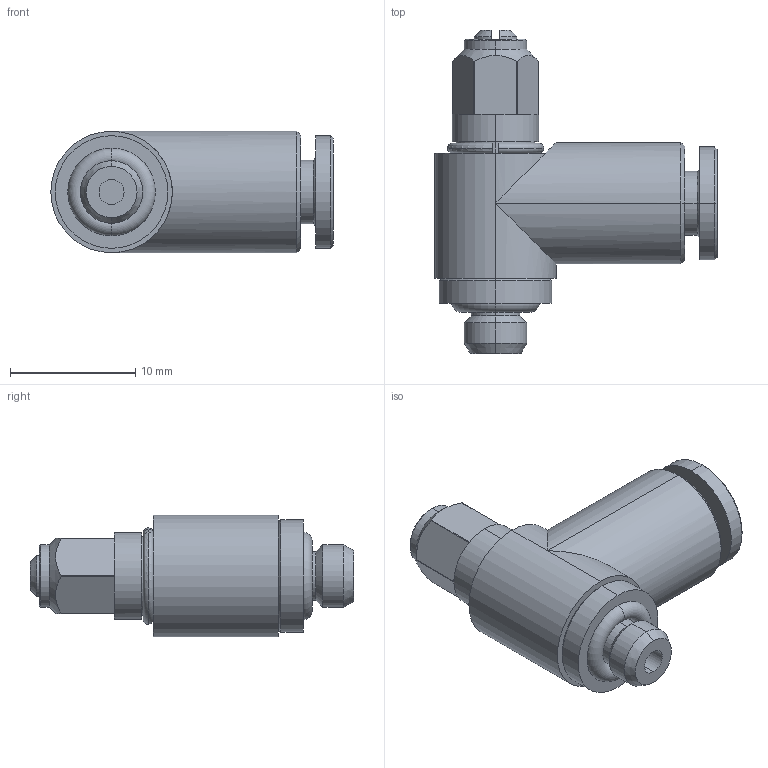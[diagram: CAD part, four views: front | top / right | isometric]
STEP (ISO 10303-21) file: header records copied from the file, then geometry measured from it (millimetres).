
FILE_DESCRIPTION (( 'STEP AP203' ), '1' );
FILE_NAME ('04280V10.STEP', '2010-05-04T12:41:20', ( 'sopra-pneumatic' ), ( '' ), 'SwSTEP 2.0', 'SolidWorks 2009', '' );
FILE_SCHEMA (( 'CONFIG_CONTROL_DESIGN' ));
Length unit declared in the file: millimetre
Products named in the file (1): 04280V10
Bounding box: 22.55 x 25.8 x 9.7 mm (x, y, z)
Volume: 1962.4 mm3; surface area: 1575.8 mm2
Topology: 2 solids, 2 shells, 92 faces, 202 edges, 126 vertices
Faces by surface type: plane 33, cylinder 33, cone 22, torus 4
Entity records: 2701 total; most frequent: CARTESIAN_POINT 549, DIRECTION 472, ORIENTED_EDGE 404, EDGE_CURVE 202, AXIS2_PLACEMENT_3D 197, VERTEX_POINT 126, EDGE_LOOP 104, CIRCLE 104
